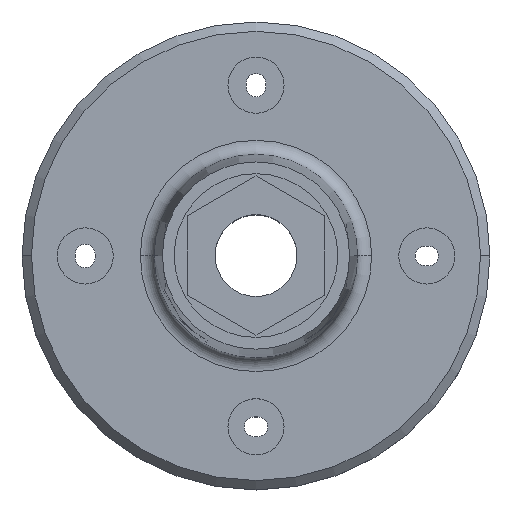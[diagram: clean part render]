
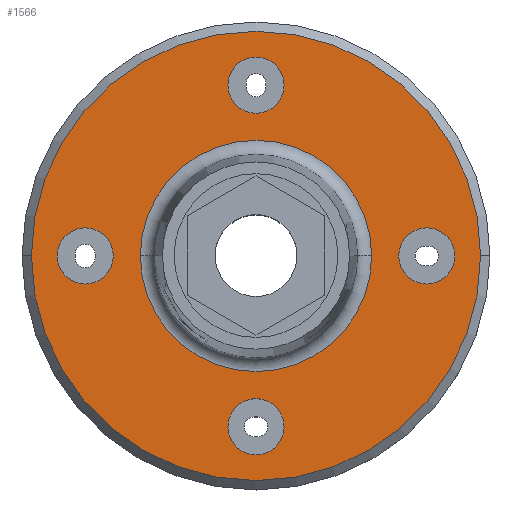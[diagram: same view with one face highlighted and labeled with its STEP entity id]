
A CAD part, top view. The second image highlights one B-rep face of the part: STEP entity #1566.
In plain terms, the highlighted planar face has unit normal (0, 0, 1).
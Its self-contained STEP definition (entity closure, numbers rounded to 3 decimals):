
#884=CARTESIAN_POINT('POINT534',(24.709,0.
   ,12.4));
#885=VERTEX_POINT('VERTEX534',#884);
#893=CARTESIAN_POINT('POINT535',(-24.709,
   0.,12.4));
#894=VERTEX_POINT('VERTEX535',#893);
#895=CARTESIAN_POINT('POS851',(0.,0.,12.4))
   ;
#896=DIRECTION('DIR1309',(0.,0.,-1.));
#897=DIRECTION('DIR1310',(1.,0.,0.));
#898=AXIS2_PLACEMENT_3D('AXIS459',#895,#896,#897);
#899=CIRCLE('ELLIPSE203',#898,24.709);
#900=EDGE_CURVE('EDGE797',#894,#885,#899,.T.);
#921=EDGE_CURVE('EDGE799',#885,#894,#899,.T.);
#926=CARTESIAN_POINT('POINT536',(6.,-36.5,12.4));
#927=VERTEX_POINT('VERTEX536',#926);
#934=CARTESIAN_POINT('POINT537',(-6.,-36.5,
   12.4));
#935=VERTEX_POINT('VERTEX537',#934);
#936=CARTESIAN_POINT('POS855',(0.,-36.5,12.4
   ));
#937=DIRECTION('DIR1316',(0.,0.,-1.));
#938=DIRECTION('DIR1317',(1.,0.,0.));
#939=AXIS2_PLACEMENT_3D('AXIS462',#936,#937,#938);
#940=CIRCLE('ELLIPSE205',#939,6.);
#941=EDGE_CURVE('EDGE801',#935,#927,#940,.T.);
#961=EDGE_CURVE('EDGE803',#927,#935,#940,.T.);
#966=CARTESIAN_POINT('POINT538',(36.5,6.,12.4));
#967=VERTEX_POINT('VERTEX538',#966);
#974=CARTESIAN_POINT('POINT539',(36.5,-6.,
   12.4));
#975=VERTEX_POINT('VERTEX539',#974);
#976=CARTESIAN_POINT('POS859',(36.5,0.,
   12.4));
#977=DIRECTION('DIR1322',(0.,0.,-1.));
#978=DIRECTION('DIR1323',(0.,1.,0.));
#979=AXIS2_PLACEMENT_3D('AXIS464',#976,#977,#978);
#980=CIRCLE('ELLIPSE206',#979,6.);
#981=EDGE_CURVE('EDGE805',#975,#967,#980,.T.);
#1001=EDGE_CURVE('EDGE807',#967,#975,#980,.T.);
#1006=CARTESIAN_POINT('POINT540',(-6.,36.5,12.4));
#1007=VERTEX_POINT('VERTEX540',#1006);
#1014=CARTESIAN_POINT('POINT541',(6.,36.5,
   12.4));
#1015=VERTEX_POINT('VERTEX541',#1014);
#1016=CARTESIAN_POINT('POS863',(0.,36.5,
   12.4));
#1017=DIRECTION('DIR1328',(0.,0.,-1.));
#1018=DIRECTION('DIR1329',(-1.,0.,0.));
#1019=AXIS2_PLACEMENT_3D('AXIS466',#1016,#1017,#1018);
#1020=CIRCLE('ELLIPSE207',#1019,6.);
#1021=EDGE_CURVE('EDGE809',#1015,#1007,#1020,.T.);
#1041=EDGE_CURVE('EDGE811',#1007,#1015,#1020,.T.);
#1046=CARTESIAN_POINT('POINT542',(-36.5,-6.,
   12.4));
#1047=VERTEX_POINT('VERTEX542',#1046);
#1054=CARTESIAN_POINT('POINT543',(-36.5,6.,
   12.4));
#1055=VERTEX_POINT('VERTEX543',#1054);
#1056=CARTESIAN_POINT('POS867',(-36.5,0.,
   12.4));
#1057=DIRECTION('DIR1334',(0.,0.,-1.));
#1058=DIRECTION('DIR1335',(0.,-1.,0.));
#1059=AXIS2_PLACEMENT_3D('AXIS468',#1056,#1057,#1058);
#1060=CIRCLE('ELLIPSE208',#1059,6.);
#1061=EDGE_CURVE('EDGE813',#1055,#1047,#1060,.T.);
#1081=EDGE_CURVE('EDGE815',#1047,#1055,#1060,.T.);
#1526=ORIENTED_EDGE('COEDGE1675',*,*,#1081,.T.);
#1527=ORIENTED_EDGE('COEDGE1676',*,*,#1061,.T.);
#1528=EDGE_LOOP('NONE',(#1526,#1527));
#1529=FACE_BOUND('LOOP1',#1528,.T.);
#1530=ORIENTED_EDGE('COEDGE1677',*,*,#1041,.T.);
#1531=ORIENTED_EDGE('COEDGE1678',*,*,#1021,.T.);
#1532=EDGE_LOOP('NONE',(#1530,#1531));
#1533=FACE_BOUND('LOOP1',#1532,.T.);
#1534=ORIENTED_EDGE('COEDGE1679',*,*,#1001,.T.);
#1535=ORIENTED_EDGE('COEDGE1680',*,*,#981,.T.);
#1536=EDGE_LOOP('NONE',(#1534,#1535));
#1537=FACE_BOUND('LOOP1',#1536,.T.);
#1538=ORIENTED_EDGE('COEDGE1681',*,*,#961,.T.);
#1539=ORIENTED_EDGE('COEDGE1682',*,*,#941,.T.);
#1540=EDGE_LOOP('NONE',(#1538,#1539));
#1541=FACE_BOUND('LOOP1',#1540,.T.);
#1542=CARTESIAN_POINT('POINT562',(48.,
   0.,12.4));
#1543=VERTEX_POINT('VERTEX562',#1542);
#1544=CARTESIAN_POINT('POINT563',(-48.,
   0.,12.4));
#1545=VERTEX_POINT('VERTEX563',#1544);
#1546=CARTESIAN_POINT('POS922',(0.,0.,12.4));
#1547=DIRECTION('DIR1417',(0.,0.,-1.));
#1548=DIRECTION('DIR1418',(1.,0.,0.));
#1549=AXIS2_PLACEMENT_3D('AXIS496',#1546,#1547,#1548);
#1550=CIRCLE('ELLIPSE218',#1549,48.);
#1551=EDGE_CURVE('EDGE852',#1543,#1545,#1550,.T.);
#1552=ORIENTED_EDGE('COEDGE1683',*,*,#1551,.F.);
#1553=EDGE_CURVE('EDGE853',#1545,#1543,#1550,.T.);
#1554=ORIENTED_EDGE('COEDGE1684',*,*,#1553,.F.);
#1555=EDGE_LOOP('NONE',(#1552,#1554));
#1556=FACE_BOUND('LOOP1',#1555,.T.);
#1557=ORIENTED_EDGE('COEDGE1685',*,*,#921,.T.);
#1558=ORIENTED_EDGE('COEDGE1686',*,*,#900,.T.);
#1559=EDGE_LOOP('NONE',(#1557,#1558));
#1560=FACE_BOUND('LOOP1',#1559,.T.);
#1561=CARTESIAN_POINT('POS923',(36.355,0.,
   12.4));
#1562=DIRECTION('DIR1419',(0.,0.,1.));
#1563=DIRECTION('DIR1420',(1.,0.,0.));
#1564=AXIS2_PLACEMENT_3D('AXIS497',#1561,#1562,#1563);
#1565=PLANE('PLANE166',#1564);
#1566=ADVANCED_FACE('FACE362',(#1529,#1533,#1537,#1541,#1556,#1560),
   #1565,.T.);
